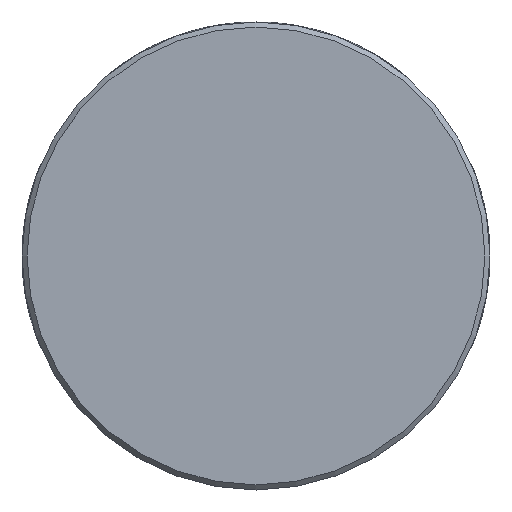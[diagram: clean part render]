
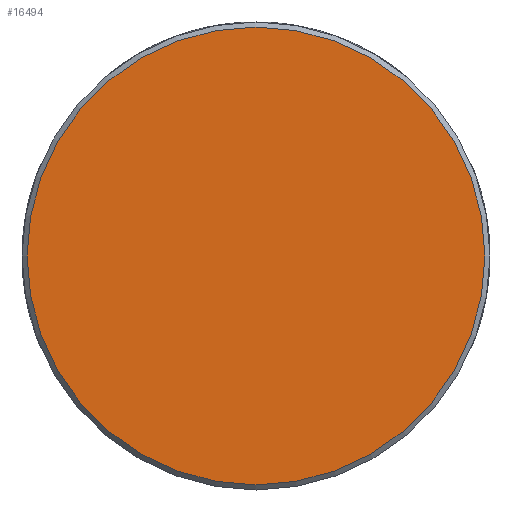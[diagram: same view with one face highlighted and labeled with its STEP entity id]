
A CAD part, front view. The second image highlights one B-rep face of the part: STEP entity #16494.
In plain terms, the highlighted planar face has unit normal (0, -1, 0).
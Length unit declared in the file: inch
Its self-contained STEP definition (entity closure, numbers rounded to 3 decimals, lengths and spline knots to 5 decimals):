
#1528 = EDGE_LOOP ( 'NONE', ( #30266 ) ) ;
#1658 = CARTESIAN_POINT ( 'NONE',  ( 0., 0., 0. ) ) ;
#2648 = DIRECTION ( 'NONE',  ( 0., 1., 0. ) ) ;
#3062 = AXIS2_PLACEMENT_3D ( 'NONE', #1658, #2648, #20639 ) ;
#5104 = DIRECTION ( 'NONE',  ( 0., 0., 1. ) ) ;
#6738 = CARTESIAN_POINT ( 'NONE',  ( 0., 0., 1.40625 ) ) ;
#7911 = FACE_OUTER_BOUND ( 'NONE', #1528, .T. ) ;
#9980 = VERTEX_POINT ( 'NONE', #6738 ) ;
#14348 = PLANE ( 'NONE',  #3062 ) ;
#16494 = ADVANCED_FACE ( 'NONE', ( #7911 ), #14348, .F. ) ;
#20639 = DIRECTION ( 'NONE',  ( 0., 0., 1. ) ) ;
#23062 = AXIS2_PLACEMENT_3D ( 'NONE', #23458, #26164, #5104 ) ;
#23341 = EDGE_CURVE ( 'NONE', #9980, #9980, #27017, .T. ) ;
#23458 = CARTESIAN_POINT ( 'NONE',  ( 0., 0., 0. ) ) ;
#26164 = DIRECTION ( 'NONE',  ( 0., 1., 0. ) ) ;
#27017 = CIRCLE ( 'NONE', #23062, 1.40625 ) ;
#30266 = ORIENTED_EDGE ( 'NONE', *, *, #23341, .F. ) ;
